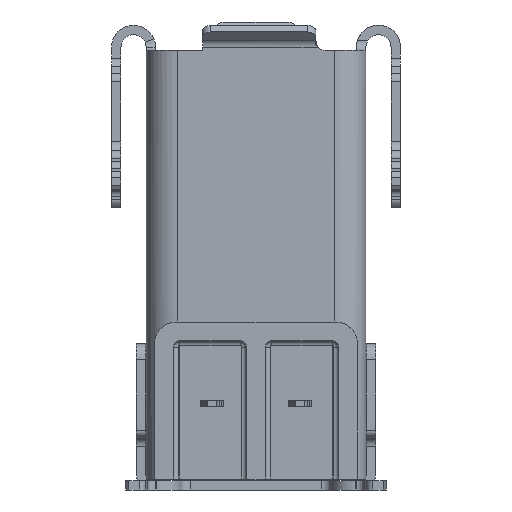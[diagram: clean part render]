
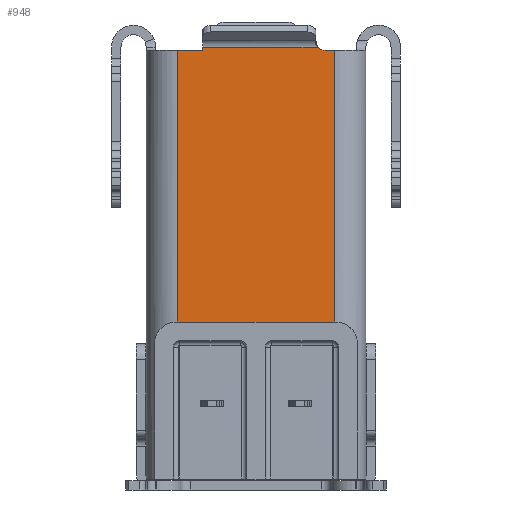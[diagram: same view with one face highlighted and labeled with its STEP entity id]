
A CAD part, front view. The second image highlights one B-rep face of the part: STEP entity #948.
In plain terms, the highlighted planar face has unit normal (0, -1, 0).
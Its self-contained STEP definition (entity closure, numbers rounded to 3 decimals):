
#699=PLANE('',#9209);
#948=ADVANCED_FACE('',(#1551),#699,.T.);
#1551=FACE_OUTER_BOUND('',#1982,.T.);
#1982=EDGE_LOOP('',(#4320,#4321,#4322,#4323,#4324,#4325,#4326,#4327));
#2644=LINE('',#11996,#3371);
#2656=LINE('',#12064,#3383);
#2732=LINE('',#13179,#3459);
#2733=LINE('',#13180,#3460);
#2734=LINE('',#13184,#3461);
#2735=LINE('',#13186,#3462);
#2736=LINE('',#13188,#3463);
#3371=VECTOR('',#9834,1.);
#3383=VECTOR('',#9864,1.);
#3459=VECTOR('',#10080,1.);
#3460=VECTOR('',#10081,1.);
#3461=VECTOR('',#10084,1.);
#3462=VECTOR('',#10085,1.);
#3463=VECTOR('',#10086,1.);
#4320=ORIENTED_EDGE('',*,*,#7634,.F.);
#4321=ORIENTED_EDGE('',*,*,#7483,.F.);
#4322=ORIENTED_EDGE('',*,*,#7635,.F.);
#4323=ORIENTED_EDGE('',*,*,#7636,.T.);
#4324=ORIENTED_EDGE('',*,*,#7637,.T.);
#4325=ORIENTED_EDGE('',*,*,#7638,.F.);
#4326=ORIENTED_EDGE('',*,*,#7639,.F.);
#4327=ORIENTED_EDGE('',*,*,#7462,.T.);
#6624=VERTEX_POINT('',#11995);
#6625=VERTEX_POINT('',#11997);
#6644=VERTEX_POINT('',#12063);
#6645=VERTEX_POINT('',#12065);
#6760=VERTEX_POINT('',#13181);
#6761=VERTEX_POINT('',#13183);
#6762=VERTEX_POINT('',#13185);
#6763=VERTEX_POINT('',#13187);
#7462=EDGE_CURVE('',#6625,#6624,#2644,.T.);
#7483=EDGE_CURVE('',#6644,#6645,#2656,.T.);
#7634=EDGE_CURVE('',#6645,#6624,#2732,.T.);
#7635=EDGE_CURVE('',#6760,#6644,#2733,.T.);
#7636=EDGE_CURVE('',#6760,#6761,#8763,.T.);
#7637=EDGE_CURVE('',#6761,#6762,#2734,.T.);
#7638=EDGE_CURVE('',#6763,#6762,#2735,.T.);
#7639=EDGE_CURVE('',#6625,#6763,#2736,.T.);
#8763=CIRCLE('',#9208,0.3);
#9208=AXIS2_PLACEMENT_3D('',#13182,#10082,#10083);
#9209=AXIS2_PLACEMENT_3D('',#13189,#10087,#10088);
#9834=DIRECTION('',(0.,0.,-1.));
#9864=DIRECTION('',(0.,0.,-1.));
#10080=DIRECTION('',(-1.,0.,0.));
#10081=DIRECTION('',(1.,0.,0.));
#10082=DIRECTION('',(0.,1.,0.));
#10083=DIRECTION('',(1.,0.,0.));
#10084=DIRECTION('',(-1.,0.,0.));
#10085=DIRECTION('',(0.,0.,1.));
#10086=DIRECTION('',(1.,0.,0.));
#10087=DIRECTION('',(0.,-1.,0.));
#10088=DIRECTION('',(0.,0.,-1.));
#11995=CARTESIAN_POINT('',(-2.5,-2.,-8.65));
#11996=CARTESIAN_POINT('',(-2.5,-2.,0.));
#11997=CARTESIAN_POINT('',(-2.5,-2.,0.));
#12063=CARTESIAN_POINT('',(2.5,-2.,0.));
#12064=CARTESIAN_POINT('',(2.5,-2.,0.));
#12065=CARTESIAN_POINT('',(2.5,-2.,-8.65));
#13179=CARTESIAN_POINT('',(2.5,-2.,-8.65));
#13180=CARTESIAN_POINT('',(2.5,-2.,0.));
#13181=CARTESIAN_POINT('',(2.2,-2.,0.));
#13182=CARTESIAN_POINT('',(2.2,-2.,0.3));
#13183=CARTESIAN_POINT('',(1.976,-2.,0.1));
#13184=CARTESIAN_POINT('',(0.,-2.,0.1));
#13185=CARTESIAN_POINT('',(-1.7,-2.,0.1));
#13186=CARTESIAN_POINT('',(-1.7,-2.,0.));
#13187=CARTESIAN_POINT('',(-1.7,-2.,0.));
#13188=CARTESIAN_POINT('',(-1.72,-2.,0.));
#13189=CARTESIAN_POINT('',(2.5,-2.,0.));
